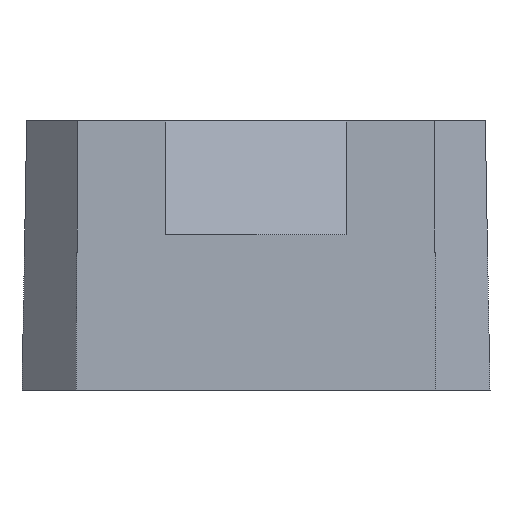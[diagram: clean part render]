
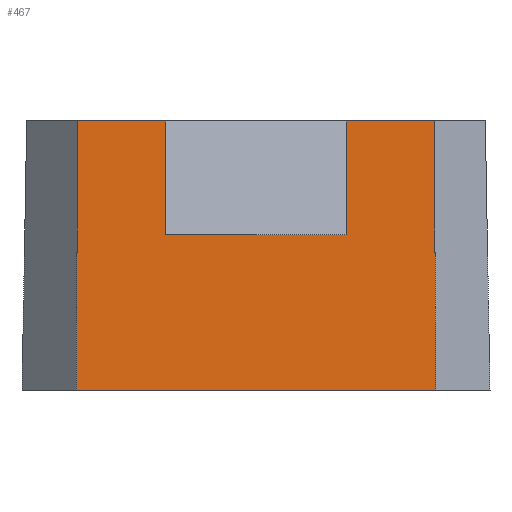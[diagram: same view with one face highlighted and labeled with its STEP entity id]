
A CAD part, left-side view. The second image highlights one B-rep face of the part: STEP entity #467.
In plain terms, the highlighted free-form (B-spline) face has degree [1, 1] with [2, 2] control points.
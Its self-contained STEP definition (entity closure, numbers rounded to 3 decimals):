
#260 = VERTEX_POINT('',#261);
#261 = CARTESIAN_POINT('',(50.689,-14.696,-13.25));
#267 = EDGE_CURVE('',#268,#260,#270,.T.);
#268 = VERTEX_POINT('',#269);
#269 = CARTESIAN_POINT('',(50.689,-15.43,-13.25));
#270 = LINE('',#271,#272);
#271 = CARTESIAN_POINT('',(50.689,-17.68,-13.25));
#272 = VECTOR('',#273,1.);
#273 = DIRECTION('',(0.,1.,0.));
#292 = VERTEX_POINT('',#293);
#293 = CARTESIAN_POINT('',(50.689,-16.93,-13.25));
#299 = EDGE_CURVE('',#300,#292,#302,.T.);
#300 = VERTEX_POINT('',#301);
#301 = CARTESIAN_POINT('',(50.689,-17.664,-13.25));
#302 = LINE('',#303,#304);
#303 = CARTESIAN_POINT('',(50.689,-17.68,-13.25));
#304 = VECTOR('',#305,1.);
#305 = DIRECTION('',(0.,1.,0.));
#322 = VERTEX_POINT('',#323);
#323 = CARTESIAN_POINT('',(50.65,-17.68,-15.5));
#329 = EDGE_CURVE('',#322,#300,#330,.T.);
#330 = B_SPLINE_CURVE_WITH_KNOTS('',1,(#331,#332),.UNSPECIFIED.,.F.,.F.,
  (2,2),(0.,1.),.PIECEWISE_BEZIER_KNOTS.);
#331 = CARTESIAN_POINT('',(50.65,-17.68,-15.5));
#332 = CARTESIAN_POINT('',(50.689,-17.664,-13.25));
#346 = EDGE_CURVE('',#322,#347,#349,.T.);
#347 = VERTEX_POINT('',#348);
#348 = CARTESIAN_POINT('',(50.65,-14.68,-15.5));
#349 = LINE('',#350,#351);
#350 = CARTESIAN_POINT('',(50.65,-17.68,-15.5));
#351 = VECTOR('',#352,1.);
#352 = DIRECTION('',(0.,1.,0.));
#467 = ADVANCED_FACE('',(#468),#504,.F.);
#468 = FACE_BOUND('',#469,.F.);
#469 = EDGE_LOOP('',(#470,#471,#472,#477,#478,#488,#495,#503));
#470 = ORIENTED_EDGE('',*,*,#329,.F.);
#471 = ORIENTED_EDGE('',*,*,#346,.T.);
#472 = ORIENTED_EDGE('',*,*,#473,.T.);
#473 = EDGE_CURVE('',#347,#260,#474,.T.);
#474 = B_SPLINE_CURVE_WITH_KNOTS('',1,(#475,#476),.UNSPECIFIED.,.F.,.F.,
  (2,2),(0.,1.),.PIECEWISE_BEZIER_KNOTS.);
#475 = CARTESIAN_POINT('',(50.65,-14.68,-15.5));
#476 = CARTESIAN_POINT('',(50.689,-14.696,-13.25));
#477 = ORIENTED_EDGE('',*,*,#267,.F.);
#478 = ORIENTED_EDGE('',*,*,#479,.F.);
#479 = EDGE_CURVE('',#480,#268,#482,.T.);
#480 = VERTEX_POINT('',#481);
#481 = CARTESIAN_POINT('',(50.673,-15.43,-14.2));
#482 = B_SPLINE_CURVE_WITH_KNOTS('',4,(#483,#484,#485,#486,#487),
  .UNSPECIFIED.,.F.,.F.,(5,5),(0.,1.),.PIECEWISE_BEZIER_KNOTS.);
#483 = CARTESIAN_POINT('',(50.673,-15.43,-14.2));
#484 = CARTESIAN_POINT('',(50.677,-15.43,-13.962));
#485 = CARTESIAN_POINT('',(50.681,-15.43,-13.725));
#486 = CARTESIAN_POINT('',(50.685,-15.43,-13.487));
#487 = CARTESIAN_POINT('',(50.689,-15.43,-13.25));
#488 = ORIENTED_EDGE('',*,*,#489,.T.);
#489 = EDGE_CURVE('',#480,#490,#492,.T.);
#490 = VERTEX_POINT('',#491);
#491 = CARTESIAN_POINT('',(50.673,-16.93,-14.2));
#492 = B_SPLINE_CURVE_WITH_KNOTS('',1,(#493,#494),.UNSPECIFIED.,.F.,.F.,
  (2,2),(0.,1.),.PIECEWISE_BEZIER_KNOTS.);
#493 = CARTESIAN_POINT('',(50.673,-15.43,-14.2));
#494 = CARTESIAN_POINT('',(50.673,-16.93,-14.2));
#495 = ORIENTED_EDGE('',*,*,#496,.T.);
#496 = EDGE_CURVE('',#490,#292,#497,.T.);
#497 = B_SPLINE_CURVE_WITH_KNOTS('',4,(#498,#499,#500,#501,#502),
  .UNSPECIFIED.,.F.,.F.,(5,5),(0.,1.),.PIECEWISE_BEZIER_KNOTS.);
#498 = CARTESIAN_POINT('',(50.673,-16.93,-14.2));
#499 = CARTESIAN_POINT('',(50.677,-16.93,-13.962));
#500 = CARTESIAN_POINT('',(50.681,-16.93,-13.725));
#501 = CARTESIAN_POINT('',(50.685,-16.93,-13.487));
#502 = CARTESIAN_POINT('',(50.689,-16.93,-13.25));
#503 = ORIENTED_EDGE('',*,*,#299,.F.);
#504 = B_SPLINE_SURFACE_WITH_KNOTS('',1,1,(
    (#505,#506)
    ,(#507,#508
    )),.UNSPECIFIED.,.F.,.F.,.F.,(2,2),(2,2),(0.,3.),(0.,1.)
  ,.PIECEWISE_BEZIER_KNOTS.);
#505 = CARTESIAN_POINT('',(50.65,-17.68,-15.5));
#506 = CARTESIAN_POINT('',(50.689,-17.664,-13.25));
#507 = CARTESIAN_POINT('',(50.65,-14.68,-15.5));
#508 = CARTESIAN_POINT('',(50.689,-14.696,-13.25));
